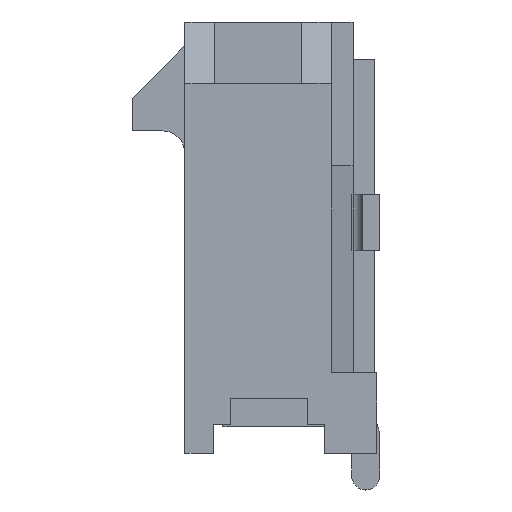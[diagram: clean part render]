
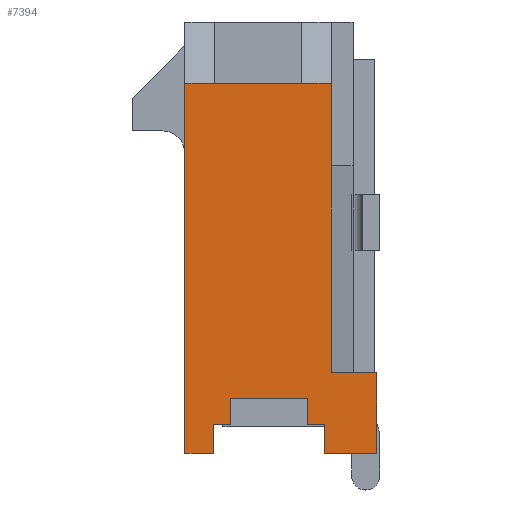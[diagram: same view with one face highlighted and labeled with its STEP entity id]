
A CAD part, left-side view. The second image highlights one B-rep face of the part: STEP entity #7394.
In plain terms, the highlighted planar face has unit normal (-1, 0, 0).
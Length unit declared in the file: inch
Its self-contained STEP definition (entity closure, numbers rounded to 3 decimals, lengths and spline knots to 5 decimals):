
#8 = LINE ( 'NONE', #18250, #14352 ) ;
#55 = DIRECTION ( 'NONE',  ( 0., 0., 1. ) ) ;
#116 = ORIENTED_EDGE ( 'NONE', *, *, #302, .F. ) ;
#302 = EDGE_CURVE ( 'NONE', #3354, #10639, #8578, .T. ) ;
#311 = LINE ( 'NONE', #15100, #14423 ) ;
#316 = DIRECTION ( 'NONE',  ( 0., -1., 0. ) ) ;
#424 = EDGE_CURVE ( 'NONE', #3354, #7420, #8807, .T. ) ;
#826 = ORIENTED_EDGE ( 'NONE', *, *, #14939, .F. ) ;
#870 = CARTESIAN_POINT ( 'NONE',  ( -0.60295, -0.03445, -0.1685 ) ) ;
#913 = LINE ( 'NONE', #5794, #12024 ) ;
#968 = VECTOR ( 'NONE', #1293, 39.37008 ) ;
#1182 = EDGE_CURVE ( 'NONE', #1777, #15578, #8, .T. ) ;
#1293 = DIRECTION ( 'NONE',  ( 0., 1., 0. ) ) ;
#1399 = CARTESIAN_POINT ( 'NONE',  ( -0.60295, 0.03445, -0.1685 ) ) ;
#1463 = PLANE ( 'NONE',  #15046 ) ;
#1699 = ORIENTED_EDGE ( 'NONE', *, *, #8642, .F. ) ;
#1709 = DIRECTION ( 'NONE',  ( 0., 0., -1. ) ) ;
#1777 = VERTEX_POINT ( 'NONE', #8528 ) ;
#1948 = CARTESIAN_POINT ( 'NONE',  ( -0.60295, 0.07598, -0.19488 ) ) ;
#2031 = ORIENTED_EDGE ( 'NONE', *, *, #2884, .F. ) ;
#2108 = DIRECTION ( 'NONE',  ( 0., 1., 0. ) ) ;
#2336 = ORIENTED_EDGE ( 'NONE', *, *, #7099, .F. ) ;
#2572 = ORIENTED_EDGE ( 'NONE', *, *, #9950, .F. ) ;
#2575 = DIRECTION ( 'NONE',  ( 0., 0., -1. ) ) ;
#2665 = VECTOR ( 'NONE', #14342, 39.37008 ) ;
#2752 = VERTEX_POINT ( 'NONE', #16984 ) ;
#2810 = CARTESIAN_POINT ( 'NONE',  ( -0.60295, -0.02953, 0.13976 ) ) ;
#2884 = EDGE_CURVE ( 'NONE', #3031, #5710, #7951, .T. ) ;
#2994 = CARTESIAN_POINT ( 'NONE',  ( -0.60295, -0.0563, 0.19488 ) ) ;
#3031 = VERTEX_POINT ( 'NONE', #4059 ) ;
#3220 = DIRECTION ( 'NONE',  ( 0., 1., 0. ) ) ;
#3354 = VERTEX_POINT ( 'NONE', #18659 ) ;
#3416 = EDGE_CURVE ( 'NONE', #1777, #5710, #10027, .T. ) ;
#3630 = ORIENTED_EDGE ( 'NONE', *, *, #8683, .T. ) ;
#3769 = ORIENTED_EDGE ( 'NONE', *, *, #10830, .F. ) ;
#3786 = ORIENTED_EDGE ( 'NONE', *, *, #1182, .F. ) ;
#3891 = LINE ( 'NONE', #7641, #6415 ) ;
#3933 = CARTESIAN_POINT ( 'NONE',  ( -0.60295, -0.0563, 0.19488 ) ) ;
#4059 = CARTESIAN_POINT ( 'NONE',  ( -0.60295, -0.0563, 0.13976 ) ) ;
#4431 = VERTEX_POINT ( 'NONE', #16899 ) ;
#4805 = CARTESIAN_POINT ( 'NONE',  ( -0.60295, -0.0563, 0.06496 ) ) ;
#5007 = EDGE_CURVE ( 'NONE', #10102, #11722, #3891, .T. ) ;
#5018 = VERTEX_POINT ( 'NONE', #6360 ) ;
#5126 = CARTESIAN_POINT ( 'NONE',  ( -0.60295, -0.09724, -0.19488 ) ) ;
#5710 = VERTEX_POINT ( 'NONE', #4805 ) ;
#5738 = DIRECTION ( 'NONE',  ( 0., 0., 1. ) ) ;
#5794 = CARTESIAN_POINT ( 'NONE',  ( -0.60295, 0.04154, -0.19488 ) ) ;
#5835 = EDGE_CURVE ( 'NONE', #11722, #17309, #6400, .T. ) ;
#5904 = ORIENTED_EDGE ( 'NONE', *, *, #5007, .F. ) ;
#6027 = DIRECTION ( 'NONE',  ( 1., 0., 0. ) ) ;
#6147 = CARTESIAN_POINT ( 'NONE',  ( -0.60295, -0.03445, -0.1685 ) ) ;
#6293 = DIRECTION ( 'NONE',  ( 0., 1., 0. ) ) ;
#6360 = CARTESIAN_POINT ( 'NONE',  ( -0.60295, 0.03445, -0.1685 ) ) ;
#6400 = LINE ( 'NONE', #870, #10127 ) ;
#6415 = VECTOR ( 'NONE', #3220, 39.37008 ) ;
#6574 = CARTESIAN_POINT ( 'NONE',  ( -0.60295, 0.04921, 0.13976 ) ) ;
#6643 = DIRECTION ( 'NONE',  ( 0., -1., 0. ) ) ;
#6939 = CARTESIAN_POINT ( 'NONE',  ( -0.60295, -0.09724, -0.12795 ) ) ;
#6988 = VERTEX_POINT ( 'NONE', #5126 ) ;
#7099 = EDGE_CURVE ( 'NONE', #5018, #2752, #12865, .T. ) ;
#7374 = VECTOR ( 'NONE', #14441, 39.37008 ) ;
#7394 = ADVANCED_FACE ( 'NONE', ( #16098 ), #1463, .F. ) ;
#7420 = VERTEX_POINT ( 'NONE', #13394 ) ;
#7550 = DIRECTION ( 'NONE',  ( 0., 0., -1. ) ) ;
#7641 = CARTESIAN_POINT ( 'NONE',  ( -0.60295, -0.05, -0.1685 ) ) ;
#7660 = ORIENTED_EDGE ( 'NONE', *, *, #11495, .F. ) ;
#7951 = LINE ( 'NONE', #3933, #2665 ) ;
#8506 = CARTESIAN_POINT ( 'NONE',  ( -0.60295, -0.0563, -0.12205 ) ) ;
#8527 = LINE ( 'NONE', #16041, #7374 ) ;
#8528 = CARTESIAN_POINT ( 'NONE',  ( -0.60295, -0.0563, -0.12205 ) ) ;
#8578 = LINE ( 'NONE', #6574, #18357 ) ;
#8642 = EDGE_CURVE ( 'NONE', #12330, #5018, #311, .T. ) ;
#8683 = EDGE_CURVE ( 'NONE', #3031, #10639, #11645, .T. ) ;
#8807 = LINE ( 'NONE', #19025, #968 ) ;
#9007 = VERTEX_POINT ( 'NONE', #11933 ) ;
#9140 = ORIENTED_EDGE ( 'NONE', *, *, #424, .T. ) ;
#9202 = DIRECTION ( 'NONE',  ( 0., 0., -1. ) ) ;
#9218 = LINE ( 'NONE', #14599, #15020 ) ;
#9351 = VECTOR ( 'NONE', #10603, 39.37008 ) ;
#9363 = CARTESIAN_POINT ( 'NONE',  ( -0.60295, -0.03445, -0.14488 ) ) ;
#9401 = VECTOR ( 'NONE', #14451, 39.37008 ) ;
#9699 = VECTOR ( 'NONE', #2575, 39.37008 ) ;
#9763 = VECTOR ( 'NONE', #1709, 39.37008 ) ;
#9950 = EDGE_CURVE ( 'NONE', #6988, #9007, #913, .T. ) ;
#9969 = ORIENTED_EDGE ( 'NONE', *, *, #13553, .F. ) ;
#9979 = EDGE_CURVE ( 'NONE', #12353, #7420, #9218, .T. ) ;
#10027 = LINE ( 'NONE', #8506, #17459 ) ;
#10102 = VERTEX_POINT ( 'NONE', #13677 ) ;
#10127 = VECTOR ( 'NONE', #11208, 39.37008 ) ;
#10513 = CARTESIAN_POINT ( 'NONE',  ( -0.60295, -0.0563, 0.13976 ) ) ;
#10560 = CARTESIAN_POINT ( 'NONE',  ( -0.60295, 0.05, -0.1685 ) ) ;
#10603 = DIRECTION ( 'NONE',  ( 0., 0., 1. ) ) ;
#10639 = VERTEX_POINT ( 'NONE', #2810 ) ;
#10830 = EDGE_CURVE ( 'NONE', #2752, #4431, #17182, .T. ) ;
#11147 = CARTESIAN_POINT ( 'NONE',  ( -0.60295, -0.03445, -0.14488 ) ) ;
#11187 = VECTOR ( 'NONE', #6293, 39.37008 ) ;
#11208 = DIRECTION ( 'NONE',  ( 0., 0., 1. ) ) ;
#11495 = EDGE_CURVE ( 'NONE', #4431, #12353, #8527, .T. ) ;
#11645 = LINE ( 'NONE', #10513, #11187 ) ;
#11722 = VERTEX_POINT ( 'NONE', #6147 ) ;
#11814 = EDGE_CURVE ( 'NONE', #17309, #12330, #18296, .T. ) ;
#11933 = CARTESIAN_POINT ( 'NONE',  ( -0.60295, -0.05, -0.19488 ) ) ;
#12024 = VECTOR ( 'NONE', #17861, 39.37008 ) ;
#12163 = ORIENTED_EDGE ( 'NONE', *, *, #3416, .T. ) ;
#12247 = EDGE_LOOP ( 'NONE', ( #116, #9140, #18041, #7660, #3769, #2336, #1699, #15968, #16030, #5904, #9969, #2572, #826, #3786, #12163, #2031, #3630 ) ) ;
#12281 = CARTESIAN_POINT ( 'NONE',  ( -0.60295, 0.03445, -0.14488 ) ) ;
#12330 = VERTEX_POINT ( 'NONE', #12281 ) ;
#12353 = VERTEX_POINT ( 'NONE', #1948 ) ;
#12865 = LINE ( 'NONE', #1399, #9401 ) ;
#13286 = LINE ( 'NONE', #15109, #9351 ) ;
#13394 = CARTESIAN_POINT ( 'NONE',  ( -0.60295, 0.07598, 0.13976 ) ) ;
#13553 = EDGE_CURVE ( 'NONE', #9007, #10102, #13286, .T. ) ;
#13677 = CARTESIAN_POINT ( 'NONE',  ( -0.60295, -0.05, -0.1685 ) ) ;
#14342 = DIRECTION ( 'NONE',  ( 0., 0., -1. ) ) ;
#14352 = VECTOR ( 'NONE', #316, 39.37008 ) ;
#14423 = VECTOR ( 'NONE', #9202, 39.37008 ) ;
#14441 = DIRECTION ( 'NONE',  ( 0., 1., 0. ) ) ;
#14451 = DIRECTION ( 'NONE',  ( 0., 1., 0. ) ) ;
#14599 = CARTESIAN_POINT ( 'NONE',  ( -0.60295, 0.07598, 0.19488 ) ) ;
#14939 = EDGE_CURVE ( 'NONE', #15578, #6988, #15019, .T. ) ;
#15019 = LINE ( 'NONE', #6939, #9699 ) ;
#15020 = VECTOR ( 'NONE', #55, 39.37008 ) ;
#15046 = AXIS2_PLACEMENT_3D ( 'NONE', #2994, #6027, #7550 ) ;
#15100 = CARTESIAN_POINT ( 'NONE',  ( -0.60295, 0.03445, -0.14488 ) ) ;
#15109 = CARTESIAN_POINT ( 'NONE',  ( -0.60295, -0.05, -0.19488 ) ) ;
#15578 = VERTEX_POINT ( 'NONE', #16228 ) ;
#15968 = ORIENTED_EDGE ( 'NONE', *, *, #11814, .F. ) ;
#16030 = ORIENTED_EDGE ( 'NONE', *, *, #5835, .F. ) ;
#16041 = CARTESIAN_POINT ( 'NONE',  ( -0.60295, 0.04154, -0.19488 ) ) ;
#16098 = FACE_OUTER_BOUND ( 'NONE', #12247, .T. ) ;
#16228 = CARTESIAN_POINT ( 'NONE',  ( -0.60295, -0.09724, -0.12205 ) ) ;
#16899 = CARTESIAN_POINT ( 'NONE',  ( -0.60295, 0.05, -0.19488 ) ) ;
#16984 = CARTESIAN_POINT ( 'NONE',  ( -0.60295, 0.05, -0.1685 ) ) ;
#17126 = VECTOR ( 'NONE', #2108, 39.37008 ) ;
#17182 = LINE ( 'NONE', #10560, #9763 ) ;
#17309 = VERTEX_POINT ( 'NONE', #9363 ) ;
#17459 = VECTOR ( 'NONE', #5738, 39.37008 ) ;
#17861 = DIRECTION ( 'NONE',  ( 0., 1., 0. ) ) ;
#18041 = ORIENTED_EDGE ( 'NONE', *, *, #9979, .F. ) ;
#18250 = CARTESIAN_POINT ( 'NONE',  ( -0.60295, -0.0563, -0.12205 ) ) ;
#18296 = LINE ( 'NONE', #11147, #17126 ) ;
#18357 = VECTOR ( 'NONE', #6643, 39.37008 ) ;
#18659 = CARTESIAN_POINT ( 'NONE',  ( -0.60295, 0.04921, 0.13976 ) ) ;
#19025 = CARTESIAN_POINT ( 'NONE',  ( -0.60295, -0.0563, 0.13976 ) ) ;
